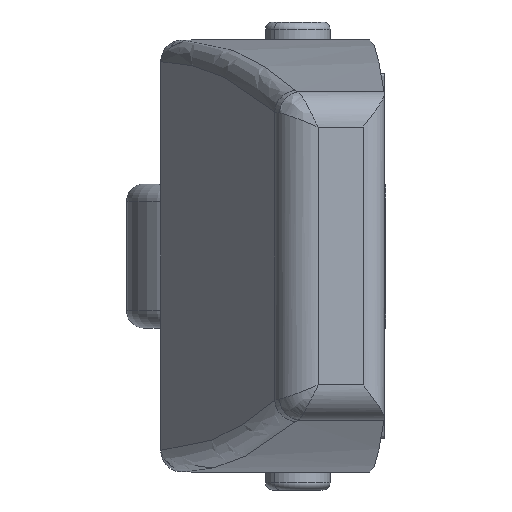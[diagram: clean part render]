
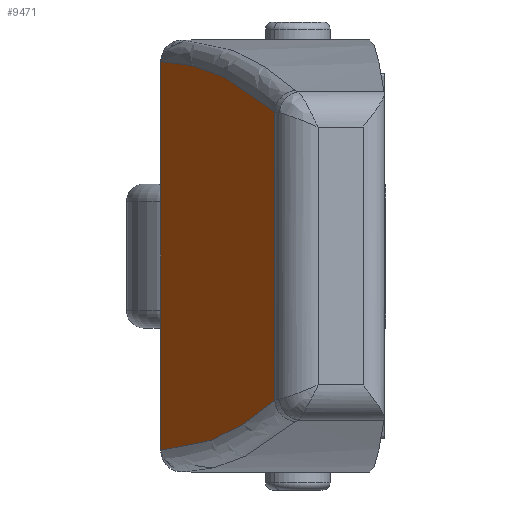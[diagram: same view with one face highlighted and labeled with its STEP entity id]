
A CAD part, left-side view. The second image highlights one B-rep face of the part: STEP entity #9471.
In plain terms, the highlighted face is planar.
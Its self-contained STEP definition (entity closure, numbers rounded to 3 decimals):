
#534 = AXIS2_PLACEMENT_3D ( 'NONE', #1831, #1832, #1833 ) ;
#846 = CARTESIAN_POINT ( 'NONE',  ( -53.072, 3.072, -10.017 ) ) ;
#861 = CARTESIAN_POINT ( 'NONE',  ( -29.404, 7.673, -13.472 ) ) ;
#871 = CARTESIAN_POINT ( 'NONE',  ( -41.32, 5.356, -12.308 ) ) ;
#954 = CARTESIAN_POINT ( 'NONE',  ( -17.43, 10., -13.5 ) ) ;
#1278 = CARTESIAN_POINT ( 'NONE',  ( -17.43, 10., -13.5 ) ) ;
#1316 = CARTESIAN_POINT ( 'NONE',  ( -17.43, 10., 13.5 ) ) ;
#1830 = PLANE ( 'NONE',  #534 ) ;
#1831 = CARTESIAN_POINT ( 'NONE',  ( -55.5, 2.6, 15. ) ) ;
#1832 = DIRECTION ( 'NONE',  ( 0.191, -0.982, 0. ) ) ;
#1833 = DIRECTION ( 'NONE',  ( 0.982, 0.191, 0. ) ) ;
#1908 = CARTESIAN_POINT ( 'NONE',  ( -17.43, 10., 15. ) ) ;
#1909 = DIRECTION ( 'NONE',  ( 0., 0., -1. ) ) ;
#2163 =( BOUNDED_CURVE ( )  B_SPLINE_CURVE ( 3, ( #6634, #6668, #6525, #6676 ),
 .UNSPECIFIED., .F., .T. ) 
 B_SPLINE_CURVE_WITH_KNOTS ( ( 4, 4 ),
 ( 4.52, 4.71 ),
 .UNSPECIFIED. ) 
 CURVE ( )  GEOMETRIC_REPRESENTATION_ITEM ( )  RATIONAL_B_SPLINE_CURVE ( ( 1., 0.997, 0.997, 1. ) ) 
 REPRESENTATION_ITEM ( '' )  );
#2198 = VERTEX_POINT ( 'NONE', #9689 ) ;
#2202 = VERTEX_POINT ( 'NONE', #9622 ) ;
#2439 = LINE ( 'NONE', #6686, #7615 ) ;
#3310 = FACE_OUTER_BOUND ( 'NONE', #5388, .T. ) ;
#3327 = LINE ( 'NONE', #1908, #10097 ) ;
#3382 =( BOUNDED_CURVE ( )  B_SPLINE_CURVE ( 3, ( #954, #861, #871, #846 ),
 .UNSPECIFIED., .F., .T. ) 
 B_SPLINE_CURVE_WITH_KNOTS ( ( 4, 4 ),
 ( 1.573, 1.763 ),
 .UNSPECIFIED. ) 
 CURVE ( )  GEOMETRIC_REPRESENTATION_ITEM ( )  RATIONAL_B_SPLINE_CURVE ( ( 1., 0.997, 0.997, 1. ) ) 
 REPRESENTATION_ITEM ( '' )  );
#3391 = EDGE_CURVE ( 'NONE', #8630, #2202, #3382, .T. ) ;
#3458 = EDGE_CURVE ( 'NONE', #2202, #2198, #2439, .T. ) ;
#3489 = EDGE_CURVE ( 'NONE', #2198, #8668, #2163, .T. ) ;
#5388 = EDGE_LOOP ( 'NONE', ( #5415, #5417, #5416, #5418 ) ) ;
#5415 = ORIENTED_EDGE ( 'NONE', *, *, #3458, .T. ) ;
#5416 = ORIENTED_EDGE ( 'NONE', *, *, #9493, .T. ) ;
#5417 = ORIENTED_EDGE ( 'NONE', *, *, #3489, .T. ) ;
#5418 = ORIENTED_EDGE ( 'NONE', *, *, #3391, .T. ) ;
#6525 = CARTESIAN_POINT ( 'NONE',  ( -29.404, 7.673, 13.472 ) ) ;
#6634 = CARTESIAN_POINT ( 'NONE',  ( -53.072, 3.072, 10.017 ) ) ;
#6668 = CARTESIAN_POINT ( 'NONE',  ( -41.32, 5.356, 12.308 ) ) ;
#6676 = CARTESIAN_POINT ( 'NONE',  ( -17.43, 10., 13.5 ) ) ;
#6686 = CARTESIAN_POINT ( 'NONE',  ( -53.072, 3.072, 15. ) ) ;
#6711 = DIRECTION ( 'NONE',  ( 0., 0., 1. ) ) ;
#7615 = VECTOR ( 'NONE', #6711, 1000. ) ;
#8630 = VERTEX_POINT ( 'NONE', #1278 ) ;
#8668 = VERTEX_POINT ( 'NONE', #1316 ) ;
#9471 = ADVANCED_FACE ( 'NONE', ( #3310 ), #1830, .F. ) ;
#9493 = EDGE_CURVE ( 'NONE', #8668, #8630, #3327, .T. ) ;
#9622 = CARTESIAN_POINT ( 'NONE',  ( -53.072, 3.072, -10.017 ) ) ;
#9689 = CARTESIAN_POINT ( 'NONE',  ( -53.072, 3.072, 10.017 ) ) ;
#10097 = VECTOR ( 'NONE', #1909, 1000. ) ;
